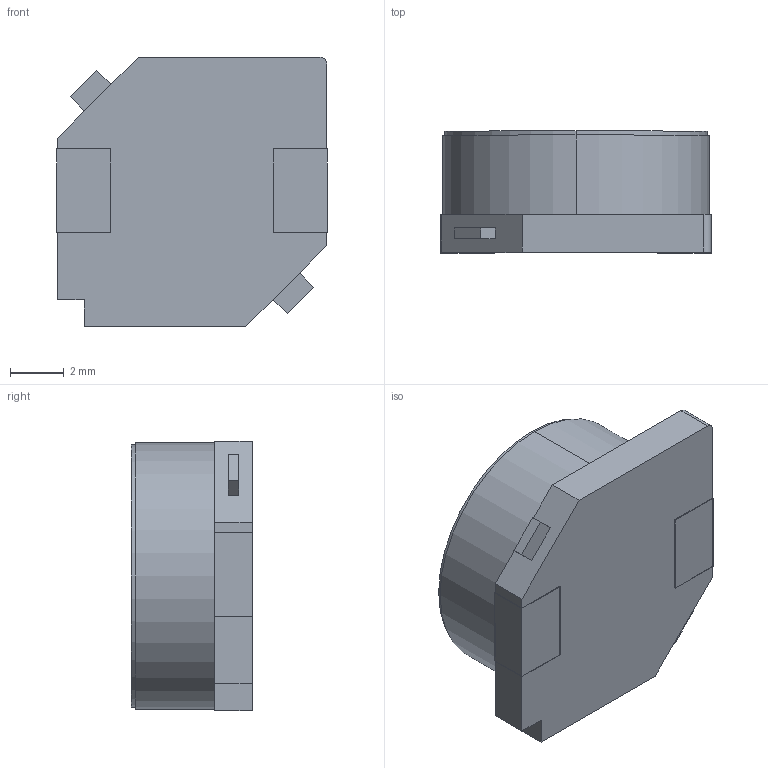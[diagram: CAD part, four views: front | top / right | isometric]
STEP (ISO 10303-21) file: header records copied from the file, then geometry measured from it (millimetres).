
FILE_DESCRIPTION (( 'STEP AP214' ), '1' );
FILE_NAME ('SUMIDA-CDRR105.STEP', '2019-04-10T18:08:32', ( '' ), ( '' ), 'SwSTEP 2.0', 'SolidWorks 2019', '' );
FILE_SCHEMA (( 'AUTOMOTIVE_DESIGN' ));
Length unit declared in the file: millimetre
Products named in the file (1): SUMIDA-CDRR105
Bounding box: 10.05 x 4.53 x 10 mm (x, y, z)
Volume: 360 mm3; surface area: 689.2 mm2
Topology: 7 solids, 7 shells, 64 faces, 219 edges, 178 vertices
Faces by surface type: plane 51, cylinder 13
Entity records: 2743 total; most frequent: CARTESIAN_POINT 618, ORIENTED_EDGE 438, DIRECTION 351, EDGE_CURVE 219, VERTEX_POINT 178, LINE 169, VECTOR 169, AXIS2_PLACEMENT_3D 91
